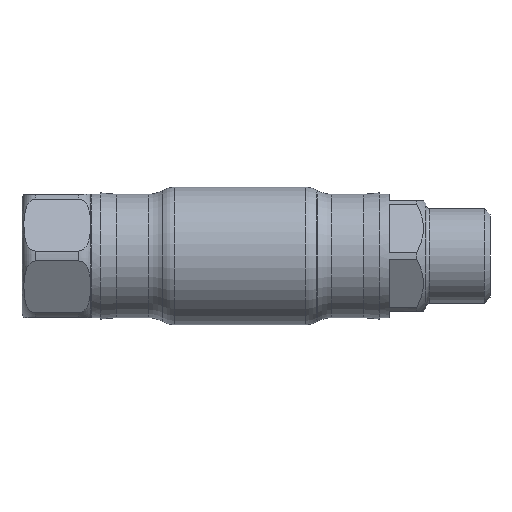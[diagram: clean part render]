
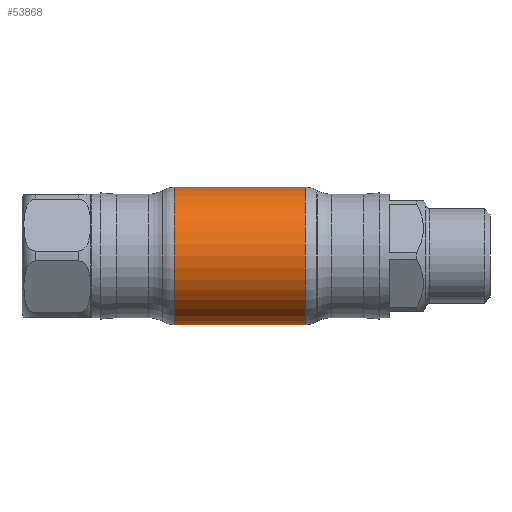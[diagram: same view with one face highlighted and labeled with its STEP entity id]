
A CAD part, front view. The second image highlights one B-rep face of the part: STEP entity #53868.
In plain terms, the highlighted cylindrical face has radius 15 mm (diameter 30 mm), a partial arc.
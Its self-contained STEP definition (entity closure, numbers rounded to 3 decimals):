
#161 = DIRECTION ( 'NONE',  ( -1., 0., 0. ) ) ;
#1006 = CIRCLE ( 'NONE', #53903, 15. ) ;
#2082 = ORIENTED_EDGE ( 'NONE', *, *, #52629, .F. ) ;
#2687 = AXIS2_PLACEMENT_3D ( 'NONE', #58863, #161, #31749 ) ;
#3147 = CARTESIAN_POINT ( 'NONE',  ( -14.285, 0., -15. ) ) ;
#6687 = EDGE_CURVE ( 'NONE', #16029, #24494, #37288, .T. ) ;
#7408 = EDGE_CURVE ( 'NONE', #16029, #42367, #41195, .T. ) ;
#7806 = VECTOR ( 'NONE', #13612, 1000. ) ;
#9085 = LINE ( 'NONE', #22951, #7806 ) ;
#12949 = DIRECTION ( 'NONE',  ( -1., 0., 0. ) ) ;
#12982 = DIRECTION ( 'NONE',  ( -1., 0., 0. ) ) ;
#13047 = VECTOR ( 'NONE', #12949, 1000. ) ;
#13588 = CARTESIAN_POINT ( 'NONE',  ( -62.69, 0., 0. ) ) ;
#13612 = DIRECTION ( 'NONE',  ( -1., 0., 0. ) ) ;
#13893 = DIRECTION ( 'NONE',  ( 0., 0., 1. ) ) ;
#16029 = VERTEX_POINT ( 'NONE', #32828 ) ;
#18331 = DIRECTION ( 'NONE',  ( -1., 0., 0. ) ) ;
#20947 = ORIENTED_EDGE ( 'NONE', *, *, #53257, .T. ) ;
#22951 = CARTESIAN_POINT ( 'NONE',  ( -62.69, 0., 15. ) ) ;
#23742 = CARTESIAN_POINT ( 'NONE',  ( -14.285, 0., 0. ) ) ;
#24130 = ORIENTED_EDGE ( 'NONE', *, *, #7408, .F. ) ;
#24494 = VERTEX_POINT ( 'NONE', #49336 ) ;
#26120 = AXIS2_PLACEMENT_3D ( 'NONE', #13588, #12982, #13893 ) ;
#26623 = ORIENTED_EDGE ( 'NONE', *, *, #6687, .T. ) ;
#31450 = VERTEX_POINT ( 'NONE', #37615 ) ;
#31637 = FACE_OUTER_BOUND ( 'NONE', #40063, .T. ) ;
#31749 = DIRECTION ( 'NONE',  ( 0., 0., 1. ) ) ;
#32828 = CARTESIAN_POINT ( 'NONE',  ( 14.285, 0., -15. ) ) ;
#37288 = CIRCLE ( 'NONE', #2687, 15. ) ;
#37615 = CARTESIAN_POINT ( 'NONE',  ( -14.285, 0., 15. ) ) ;
#40063 = EDGE_LOOP ( 'NONE', ( #24130, #26623, #20947, #2082 ) ) ;
#41195 = LINE ( 'NONE', #54206, #13047 ) ;
#41225 = CYLINDRICAL_SURFACE ( 'NONE', #26120, 15. ) ;
#42367 = VERTEX_POINT ( 'NONE', #3147 ) ;
#45987 = DIRECTION ( 'NONE',  ( 0., 0., 1. ) ) ;
#49336 = CARTESIAN_POINT ( 'NONE',  ( 14.285, 0., 15. ) ) ;
#52629 = EDGE_CURVE ( 'NONE', #42367, #31450, #1006, .T. ) ;
#53257 = EDGE_CURVE ( 'NONE', #24494, #31450, #9085, .T. ) ;
#53868 = ADVANCED_FACE ( 'NONE', ( #31637 ), #41225, .T. ) ;
#53903 = AXIS2_PLACEMENT_3D ( 'NONE', #23742, #18331, #45987 ) ;
#54206 = CARTESIAN_POINT ( 'NONE',  ( -62.69, 0., -15. ) ) ;
#58863 = CARTESIAN_POINT ( 'NONE',  ( 14.285, 0., 0. ) ) ;
